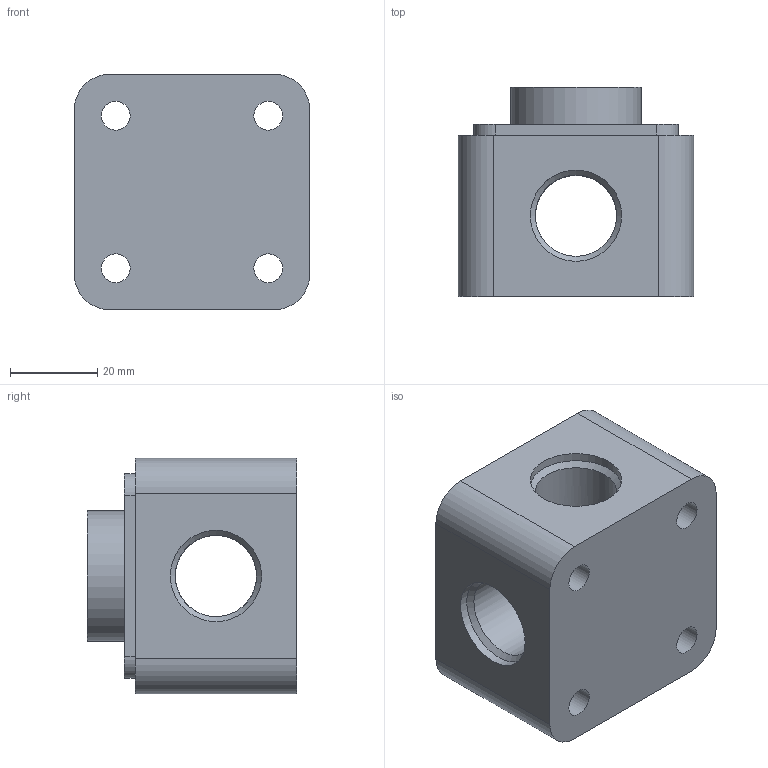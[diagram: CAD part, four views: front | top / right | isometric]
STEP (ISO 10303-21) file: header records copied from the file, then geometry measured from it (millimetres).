
FILE_DESCRIPTION(/* description */ ('STEP AP214'),/* implementation_level */ '2;1');
FILE_NAME(/* name */ '177717_CQD-12_15_18_22',/* time_stamp */ '2024-08-06T10:56:58+02:00',/* author */ ('License CC BY-ND 4.0'),/* organization */ ('CADENAS'),/* preprocessor_version */ 'ST-DEVELOPER v19.3',/* originating_system */ 'PARTsolutions',/* authorisation */ ' ');
FILE_SCHEMA (('AUTOMOTIVE_DESIGN {1 0 10303 214 3 1 1}'));
Length unit declared in the file: millimetre
Products named in the file (1): 177717 CQD-12/15/18/22
Bounding box: 54 x 48 x 54 mm (x, y, z)
Volume: 76310.2 mm3; surface area: 22756 mm2
Topology: 1 solids, 1 shells, 50 faces, 134 edges, 89 vertices
Faces by surface type: cylinder 28, plane 17, cone 5
Full cylindrical faces by diameter (mm): 6.6 x4, 10.6 x4, 18.631 x6, 20.955 x5, 30 x1
Entity records: 1394 total; most frequent: DIRECTION 258, CARTESIAN_POINT 219, ORIENTED_EDGE 188, AXIS2_PLACEMENT_3D 113, EDGE_CURVE 94, EDGE_LOOP 94, FACE_BOUND 94, VERTEX_POINT 74
